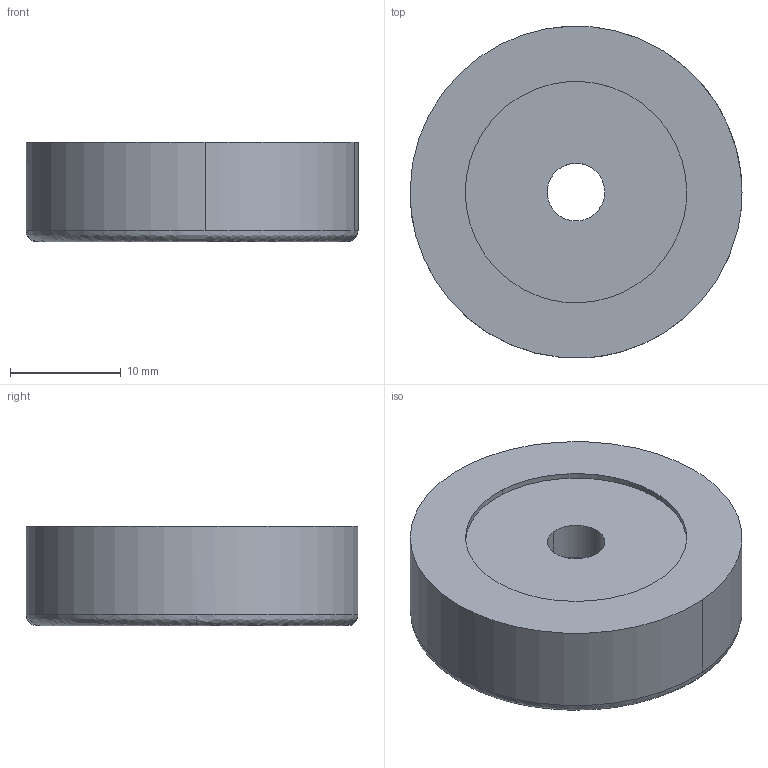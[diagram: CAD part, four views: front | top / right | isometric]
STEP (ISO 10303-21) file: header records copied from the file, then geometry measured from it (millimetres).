
FILE_DESCRIPTION((''),'2;1');
FILE_NAME('','2005-12-15T10:02:24',(''),(''),'','CADfix','');
FILE_SCHEMA(('AUTOMOTIVE_DESIGN'));
Length unit declared in the file: millimetre
Products named in the file (3): washer; rubber foot; UK_12_10798_36
Assembly tree (2 placements, depth 2):
  UK_12_10798_36
    washer
    rubber foot
Bounding box: 30 x 29.95 x 9 mm (x, y, z)
Volume: 5232.6 mm3; surface area: 3234.8 mm2
Topology: 2 solids, 2 shells, 27 faces, 94 edges, 74 vertices
Faces by surface type: bspline 27
Entity records: 1249 total; most frequent: CARTESIAN_POINT 695, ORIENTED_EDGE 188, EDGE_CURVE 94, VERTEX_POINT 74, EDGE_LOOP 34, FACE_OUTER_BOUND 27, ADVANCED_FACE 27, QUASI_UNIFORM_CURVE 18
